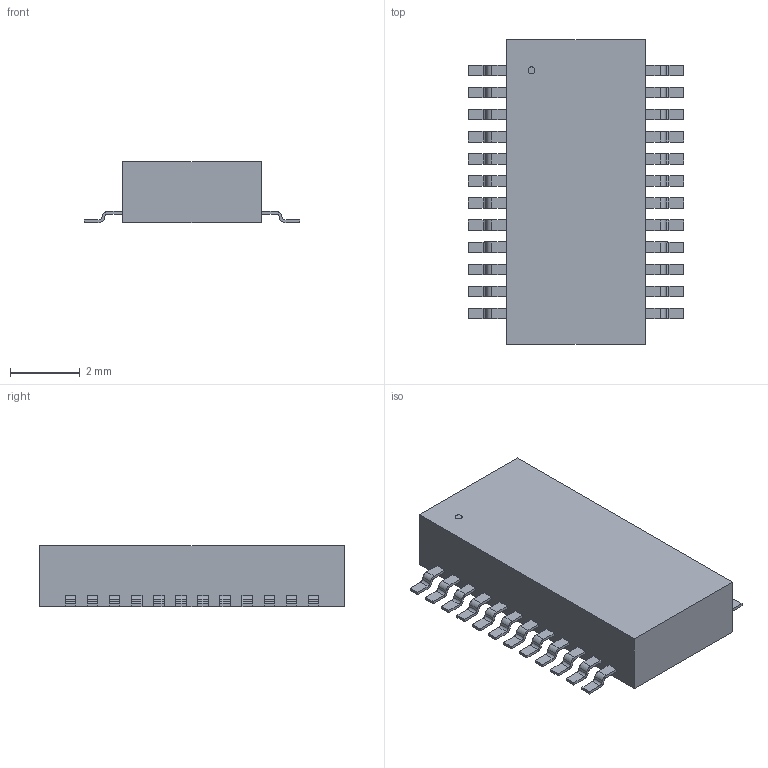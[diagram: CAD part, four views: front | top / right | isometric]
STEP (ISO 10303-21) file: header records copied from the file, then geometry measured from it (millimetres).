
FILE_DESCRIPTION(('STEP AP214'),'1');
FILE_NAME('21-0055H_24','2022-06-09T13:09:56',(''),(''),'','','');
FILE_SCHEMA(('AUTOMOTIVE_DESIGN'));
Length unit declared in the file: millimetre
Products named in the file (1): product
Bounding box: 6.2 x 8.74 x 1.75 mm (x, y, z)
Volume: 61.8 mm3; surface area: 138.3 mm2
Topology: 26 solids, 26 shells, 345 faces, 879 edges, 586 vertices
Faces by surface type: plane 248, cylinder 97
Full cylindrical faces by diameter (mm): 0.199 x1
Entity records: 9952 total; most frequent: DIRECTION 1766, ORIENTED_EDGE 1756, CARTESIAN_POINT 1031, EDGE_CURVE 878, LINE 684, VECTOR 684, VERTEX_POINT 586, AXIS2_PLACEMENT_3D 541
